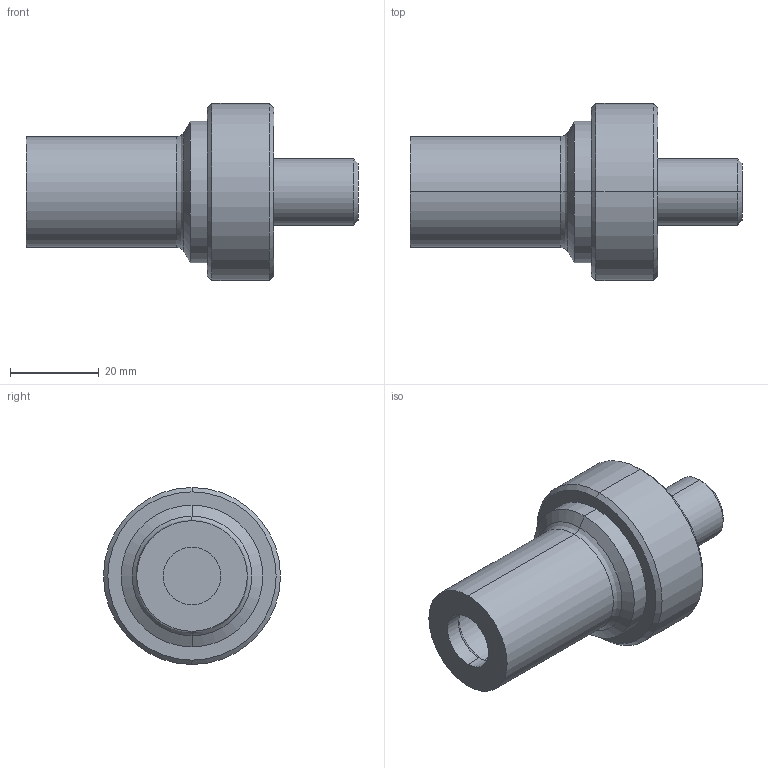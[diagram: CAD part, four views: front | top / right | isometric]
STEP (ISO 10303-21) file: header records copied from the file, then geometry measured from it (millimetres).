
FILE_DESCRIPTION( (''), '2;1');
FILE_NAME ('CAD714.4848.SG-15P（プラグ付）_18770.stp','2016-04-22T10:47:08',(''),(''),'spGate 11.3.9','spGate','');
FILE_SCHEMA (('AUTOMOTIVE_DESIGN'));
Length unit declared in the file: millimetre
Products named in the file (6): Assembly; SG-15P-1; SG-15P-2; SG-15P-3; SG-15P-4; SG-15P-5
Assembly tree (5 placements, depth 2):
  Assembly
    SG-15P-1
    SG-15P-2
    SG-15P-3
    SG-15P-4
    SG-15P-5
Bounding box: 75 x 40 x 40 mm (x, y, z)
Volume: 38772.9 mm3; surface area: 19192.4 mm2
Topology: 5 solids, 5 shells, 57 faces, 112 edges, 64 vertices
Faces by surface type: cylinder 24, bspline 24, plane 9
Entity records: 2800 total; most frequent: CARTESIAN_POINT 631, ORIENTED_EDGE 224, DIRECTION 218, COLOUR_RGB 174, PRESENTATION_STYLE_ASSIGNMENT 174, STYLED_ITEM 174, EDGE_CURVE 112, DRAUGHTING_PRE_DEFINED_CURVE_FONT 112
